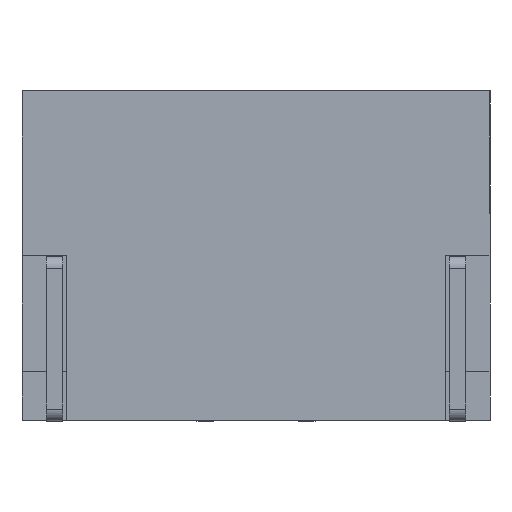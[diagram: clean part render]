
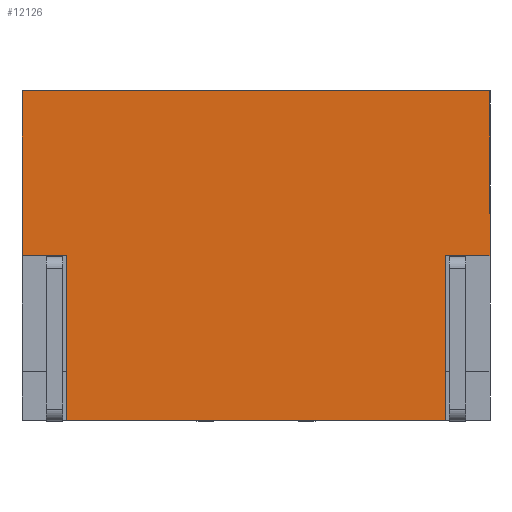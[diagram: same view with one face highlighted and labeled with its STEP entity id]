
A CAD part, front view. The second image highlights one B-rep face of the part: STEP entity #12126.
In plain terms, the highlighted planar face has unit normal (0, -1, 0).
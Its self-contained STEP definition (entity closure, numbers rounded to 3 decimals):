
#223 = DIRECTION ( 'NONE',  ( 0., 0., -1. ) ) ;
#283 = EDGE_CURVE ( 'NONE', #19407, #3569, #14787, .T. ) ;
#1493 = EDGE_CURVE ( 'NONE', #23713, #14892, #7919, .T. ) ;
#1568 = LINE ( 'NONE', #7181, #15265 ) ;
#2684 = VECTOR ( 'NONE', #23160, 1000. ) ;
#2759 = VERTEX_POINT ( 'NONE', #20816 ) ;
#2805 = DIRECTION ( 'NONE',  ( -1., 0., 0. ) ) ;
#3207 = VERTEX_POINT ( 'NONE', #6110 ) ;
#3569 = VERTEX_POINT ( 'NONE', #16659 ) ;
#4262 = VECTOR ( 'NONE', #10226, 1000. ) ;
#4485 = VECTOR ( 'NONE', #11267, 1000. ) ;
#5077 = DIRECTION ( 'NONE',  ( 1., 0., 0. ) ) ;
#5367 = ORIENTED_EDGE ( 'NONE', *, *, #1493, .T. ) ;
#5445 = VECTOR ( 'NONE', #17338, 1000. ) ;
#5490 = AXIS2_PLACEMENT_3D ( 'NONE', #9366, #16693, #5077 ) ;
#5551 = VECTOR ( 'NONE', #11602, 1000. ) ;
#5827 = VERTEX_POINT ( 'NONE', #16040 ) ;
#6110 = CARTESIAN_POINT ( 'NONE',  ( -2.25, -3.187, 2.025 ) ) ;
#6140 = ORIENTED_EDGE ( 'NONE', *, *, #14422, .F. ) ;
#6443 = EDGE_CURVE ( 'NONE', #5827, #3207, #19030, .T. ) ;
#6727 = CARTESIAN_POINT ( 'NONE',  ( 3.5, -3.187, 4.05 ) ) ;
#6960 = VERTEX_POINT ( 'NONE', #7624 ) ;
#7181 = CARTESIAN_POINT ( 'NONE',  ( 3.5, -3.187, 4.05 ) ) ;
#7624 = CARTESIAN_POINT ( 'NONE',  ( 3.5, -3.187, 2.025 ) ) ;
#7763 = EDGE_LOOP ( 'NONE', ( #5367, #23020, #13648, #10655, #10181, #11207, #16612, #6140 ) ) ;
#7919 = LINE ( 'NONE', #15375, #5445 ) ;
#9366 = CARTESIAN_POINT ( 'NONE',  ( 3.5, -3.187, 4.05 ) ) ;
#10044 = LINE ( 'NONE', #6727, #19303 ) ;
#10181 = ORIENTED_EDGE ( 'NONE', *, *, #6443, .T. ) ;
#10216 = LINE ( 'NONE', #21414, #5551 ) ;
#10226 = DIRECTION ( 'NONE',  ( -1., 0., 0. ) ) ;
#10655 = ORIENTED_EDGE ( 'NONE', *, *, #22996, .T. ) ;
#11207 = ORIENTED_EDGE ( 'NONE', *, *, #13469, .F. ) ;
#11267 = DIRECTION ( 'NONE',  ( 0., 0., 1. ) ) ;
#11493 = CARTESIAN_POINT ( 'NONE',  ( -2.25, -3.188, 4.05 ) ) ;
#11602 = DIRECTION ( 'NONE',  ( 1., 0., 0. ) ) ;
#12126 = ADVANCED_FACE ( 'NONE', ( #24157 ), #21806, .T. ) ;
#12992 = CARTESIAN_POINT ( 'NONE',  ( -1.7, -3.187, 0. ) ) ;
#13329 = CARTESIAN_POINT ( 'NONE',  ( -1.7, -3.187, 0. ) ) ;
#13469 = EDGE_CURVE ( 'NONE', #3569, #3207, #16076, .T. ) ;
#13648 = ORIENTED_EDGE ( 'NONE', *, *, #15388, .F. ) ;
#13765 = CARTESIAN_POINT ( 'NONE',  ( 3.5, -3.187, 0. ) ) ;
#14422 = EDGE_CURVE ( 'NONE', #23713, #19407, #19602, .T. ) ;
#14787 = LINE ( 'NONE', #13329, #4485 ) ;
#14892 = VERTEX_POINT ( 'NONE', #18589 ) ;
#15265 = VECTOR ( 'NONE', #18300, 1000. ) ;
#15375 = CARTESIAN_POINT ( 'NONE',  ( 2.95, -3.187, 0. ) ) ;
#15388 = EDGE_CURVE ( 'NONE', #2759, #6960, #1568, .T. ) ;
#16040 = CARTESIAN_POINT ( 'NONE',  ( -2.25, -3.188, 4.05 ) ) ;
#16076 = LINE ( 'NONE', #23514, #4262 ) ;
#16612 = ORIENTED_EDGE ( 'NONE', *, *, #283, .F. ) ;
#16659 = CARTESIAN_POINT ( 'NONE',  ( -1.7, -3.187, 2.025 ) ) ;
#16693 = DIRECTION ( 'NONE',  ( 0., -1., 0. ) ) ;
#17338 = DIRECTION ( 'NONE',  ( 0., 0., 1. ) ) ;
#17378 = CARTESIAN_POINT ( 'NONE',  ( 2.95, -3.187, 0. ) ) ;
#18300 = DIRECTION ( 'NONE',  ( 0., 0., -1. ) ) ;
#18589 = CARTESIAN_POINT ( 'NONE',  ( 2.95, -3.187, 2.025 ) ) ;
#19030 = LINE ( 'NONE', #11493, #19711 ) ;
#19303 = VECTOR ( 'NONE', #2805, 1000. ) ;
#19407 = VERTEX_POINT ( 'NONE', #12992 ) ;
#19602 = LINE ( 'NONE', #13765, #2684 ) ;
#19711 = VECTOR ( 'NONE', #223, 1000. ) ;
#20816 = CARTESIAN_POINT ( 'NONE',  ( 3.5, -3.187, 4.05 ) ) ;
#21414 = CARTESIAN_POINT ( 'NONE',  ( 2.95, -3.187, 2.025 ) ) ;
#21490 = EDGE_CURVE ( 'NONE', #14892, #6960, #10216, .T. ) ;
#21806 = PLANE ( 'NONE',  #5490 ) ;
#22996 = EDGE_CURVE ( 'NONE', #2759, #5827, #10044, .T. ) ;
#23020 = ORIENTED_EDGE ( 'NONE', *, *, #21490, .T. ) ;
#23160 = DIRECTION ( 'NONE',  ( -1., 0., 0. ) ) ;
#23514 = CARTESIAN_POINT ( 'NONE',  ( -1.7, -3.187, 2.025 ) ) ;
#23713 = VERTEX_POINT ( 'NONE', #17378 ) ;
#24157 = FACE_OUTER_BOUND ( 'NONE', #7763, .T. ) ;
